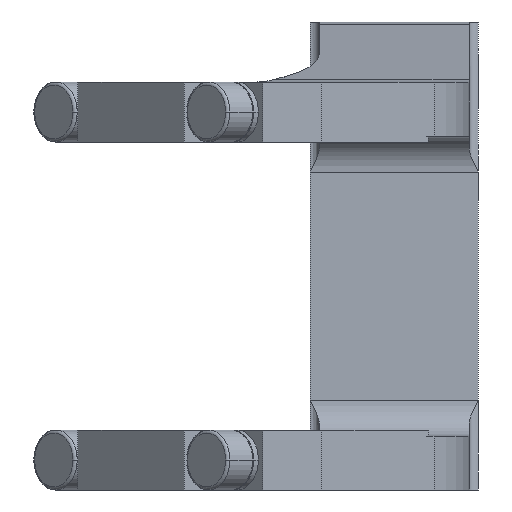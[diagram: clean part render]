
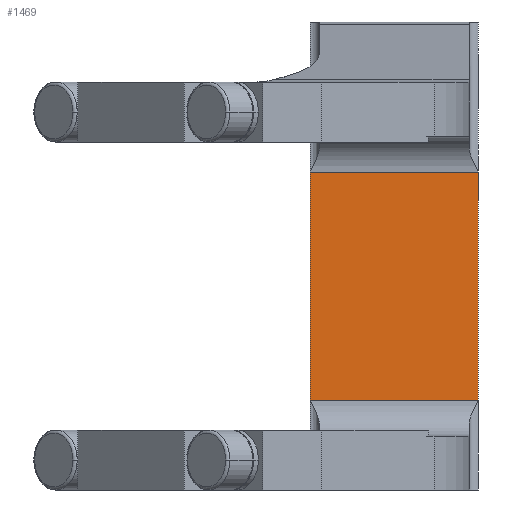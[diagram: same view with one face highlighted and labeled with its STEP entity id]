
A CAD part, front view. The second image highlights one B-rep face of the part: STEP entity #1469.
In plain terms, the highlighted planar face has unit normal (0, -1, 0).
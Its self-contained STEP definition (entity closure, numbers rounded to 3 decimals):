
#1442=AXIS2_PLACEMENT_3D('Plane Axis2P3D',#1439,#1440,#1441) ;
#1041=CARTESIAN_POINT('Vertex',(15.,80.,19.)) ;
#1044=CARTESIAN_POINT('Line Origine',(-2.5,80.,19.)) ;
#1048=CARTESIAN_POINT('Vertex',(43.,80.,19.)) ;
#1439=CARTESIAN_POINT('Axis2P3D Location',(43.,80.,19.)) ;
#1444=CARTESIAN_POINT('Line Origine',(15.,80.,0.)) ;
#1448=CARTESIAN_POINT('Vertex',(15.,80.,-19.)) ;
#1451=CARTESIAN_POINT('Line Origine',(29.,80.,-19.)) ;
#1455=CARTESIAN_POINT('Vertex',(43.,80.,-19.)) ;
#1458=CARTESIAN_POINT('Line Origine',(43.,80.,0.)) ;
#1045=DIRECTION('Vector Direction',(1.,0.,0.)) ;
#1440=DIRECTION('Axis2P3D Direction',(0.,1.,0.)) ;
#1441=DIRECTION('Axis2P3D XDirection',(0.,0.,-1.)) ;
#1445=DIRECTION('Vector Direction',(0.,0.,-1.)) ;
#1452=DIRECTION('Vector Direction',(-1.,0.,0.)) ;
#1459=DIRECTION('Vector Direction',(0.,0.,-1.)) ;
#1046=VECTOR('Line Direction',#1045,1.) ;
#1446=VECTOR('Line Direction',#1445,1.) ;
#1453=VECTOR('Line Direction',#1452,1.) ;
#1460=VECTOR('Line Direction',#1459,1.) ;
#1464=ORIENTED_EDGE('',*,*,#1450,.F.) ;
#1465=ORIENTED_EDGE('',*,*,#1457,.F.) ;
#1466=ORIENTED_EDGE('',*,*,#1462,.T.) ;
#1467=ORIENTED_EDGE('',*,*,#1050,.T.) ;
#1469=ADVANCED_FACE('SPANNARM_KPL_50_A12_216890_TUENKERS',(#1468),#1443,.F.) ;
#1050=EDGE_CURVE('',#1049,#1042,#1047,.F.) ;
#1450=EDGE_CURVE('',#1449,#1042,#1447,.F.) ;
#1457=EDGE_CURVE('',#1456,#1449,#1454,.T.) ;
#1462=EDGE_CURVE('',#1456,#1049,#1461,.F.) ;
#1463=EDGE_LOOP('',(#1464,#1465,#1466,#1467)) ;
#1468=FACE_OUTER_BOUND('',#1463,.T.) ;
#1047=LINE('Line',#1044,#1046) ;
#1447=LINE('Line',#1444,#1446) ;
#1454=LINE('Line',#1451,#1453) ;
#1461=LINE('Line',#1458,#1460) ;
#1443=PLANE('Plane',#1442) ;
#1042=VERTEX_POINT('',#1041) ;
#1049=VERTEX_POINT('',#1048) ;
#1449=VERTEX_POINT('',#1448) ;
#1456=VERTEX_POINT('',#1455) ;
